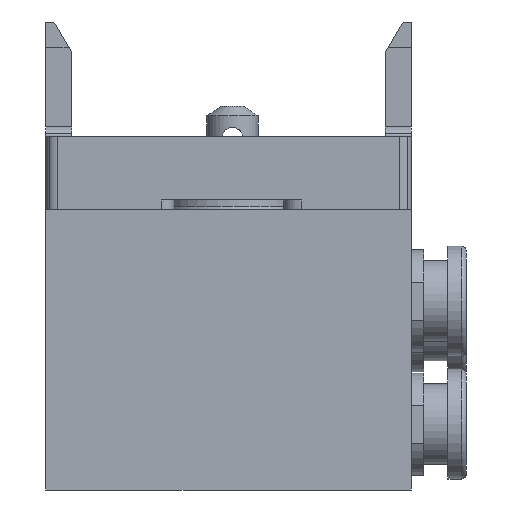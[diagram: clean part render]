
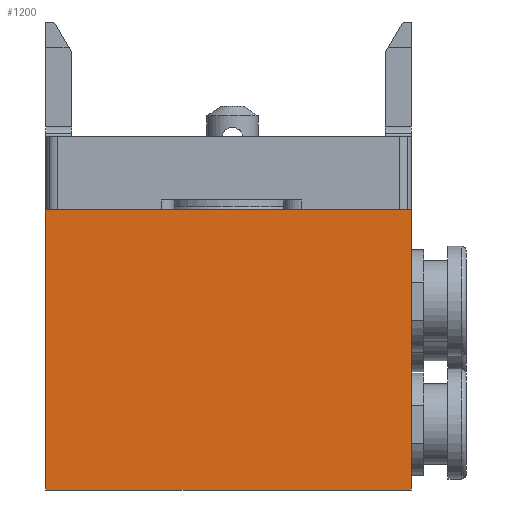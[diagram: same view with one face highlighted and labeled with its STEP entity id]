
A CAD part, left-side view. The second image highlights one B-rep face of the part: STEP entity #1200.
In plain terms, the highlighted planar face has unit normal (-1, 0, 0).
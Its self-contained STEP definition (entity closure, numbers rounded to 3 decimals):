
#1066=CARTESIAN_POINT('',(-15.0,15.0,11.5));
#1067=VERTEX_POINT('',#1066);
#1084=CARTESIAN_POINT('',(-15.0,15.0,-11.5));
#1085=VERTEX_POINT('',#1084);
#1092=CARTESIAN_POINT('',(-15.0,15.0,-11.5));
#1093=DIRECTION('',(0.0,0.0,1.0));
#1094=VECTOR('',#1093,23.0);
#1095=LINE('',#1092,#1094);
#1096=EDGE_CURVE('',#1085,#1067,#1095,.T.);
#1137=CARTESIAN_POINT('',(-15.0,-15.0,11.5));
#1138=VERTEX_POINT('',#1137);
#1145=CARTESIAN_POINT('',(-15.0,-15.0,-11.5));
#1146=VERTEX_POINT('',#1145);
#1147=CARTESIAN_POINT('',(-15.0,-15.0,-11.5));
#1148=DIRECTION('',(0.0,0.0,1.0));
#1149=VECTOR('',#1148,23.0);
#1150=LINE('',#1147,#1149);
#1151=EDGE_CURVE('',#1146,#1138,#1150,.T.);
#1179=CARTESIAN_POINT('',(-15.0,-15.0,-11.5));
#1180=DIRECTION('',(-1.0,0.0,0.0));
#1181=DIRECTION('',(0.0,0.0,1.0));
#1182=AXIS2_PLACEMENT_3D('',#1179,#1180,#1181);
#1183=PLANE('',#1182);
#1184=CARTESIAN_POINT('',(-15.0,-15.0,11.5));
#1185=DIRECTION('',(0.0,1.0,0.0));
#1186=VECTOR('',#1185,30.0);
#1187=LINE('',#1184,#1186);
#1188=EDGE_CURVE('',#1138,#1067,#1187,.T.);
#1189=ORIENTED_EDGE('',*,*,#1188,.T.);
#1190=ORIENTED_EDGE('',*,*,#1096,.F.);
#1191=CARTESIAN_POINT('',(-15.0,15.0,-11.5));
#1192=DIRECTION('',(0.0,-1.0,0.0));
#1193=VECTOR('',#1192,30.0);
#1194=LINE('',#1191,#1193);
#1195=EDGE_CURVE('',#1085,#1146,#1194,.T.);
#1196=ORIENTED_EDGE('',*,*,#1195,.T.);
#1197=ORIENTED_EDGE('',*,*,#1151,.T.);
#1198=EDGE_LOOP('',(#1189,#1190,#1196,#1197));
#1199=FACE_OUTER_BOUND('',#1198,.T.);
#1200=ADVANCED_FACE('',(#1199),#1183,.T.);
